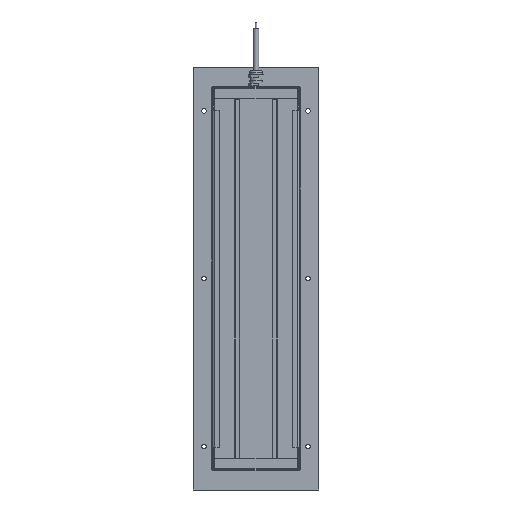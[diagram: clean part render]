
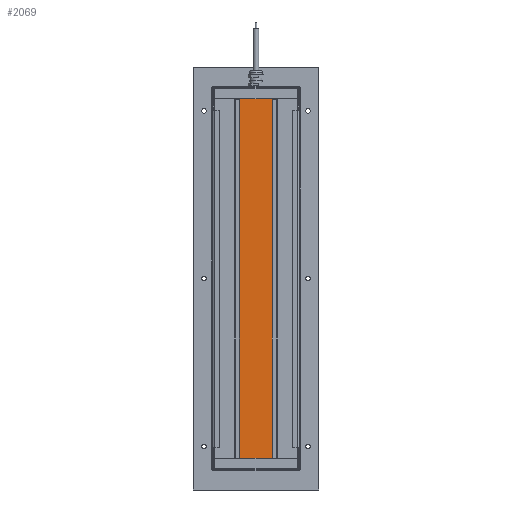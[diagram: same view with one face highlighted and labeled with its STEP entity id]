
A CAD part, front view. The second image highlights one B-rep face of the part: STEP entity #2069.
In plain terms, the highlighted planar face has unit normal (0, -1, 0).
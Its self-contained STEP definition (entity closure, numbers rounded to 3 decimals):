
#1348 = DIRECTION ( 'NONE',  ( 0., 0., 1. ) ) ;
#1554 = LINE ( 'NONE', #20565, #2230 ) ;
#2069 = ADVANCED_FACE ( 'NONE', ( #15717 ), #26889, .T. ) ;
#2230 = VECTOR ( 'NONE', #17514, 1000. ) ;
#3560 = LINE ( 'NONE', #15074, #29918 ) ;
#4496 = EDGE_CURVE ( 'NONE', #33741, #23597, #3560, .T. ) ;
#5946 = ORIENTED_EDGE ( 'NONE', *, *, #8522, .T. ) ;
#7226 = CARTESIAN_POINT ( 'NONE',  ( -17.577, -20.944, -149.5 ) ) ;
#8046 = EDGE_LOOP ( 'NONE', ( #13344, #5946, #32845, #20860 ) ) ;
#8522 = EDGE_CURVE ( 'NONE', #22072, #33741, #33891, .T. ) ;
#9927 = DIRECTION ( 'NONE',  ( 0., -1., 0. ) ) ;
#11480 = AXIS2_PLACEMENT_3D ( 'NONE', #12626, #9927, #15350 ) ;
#12626 = CARTESIAN_POINT ( 'NONE',  ( -17.577, -20.944, -149.5 ) ) ;
#13344 = ORIENTED_EDGE ( 'NONE', *, *, #18996, .F. ) ;
#14308 = VERTEX_POINT ( 'NONE', #32291 ) ;
#15074 = CARTESIAN_POINT ( 'NONE',  ( 21.325, -20.944, -149.5 ) ) ;
#15350 = DIRECTION ( 'NONE',  ( -1., 0., 0. ) ) ;
#15717 = FACE_OUTER_BOUND ( 'NONE', #8046, .T. ) ;
#15885 = EDGE_CURVE ( 'NONE', #23597, #14308, #1554, .T. ) ;
#17514 = DIRECTION ( 'NONE',  ( -1., 0., 0. ) ) ;
#18996 = EDGE_CURVE ( 'NONE', #22072, #14308, #25841, .T. ) ;
#20181 = CARTESIAN_POINT ( 'NONE',  ( -17.577, -20.944, -278.5 ) ) ;
#20565 = CARTESIAN_POINT ( 'NONE',  ( -17.577, -20.944, 150. ) ) ;
#20860 = ORIENTED_EDGE ( 'NONE', *, *, #15885, .T. ) ;
#21075 = CARTESIAN_POINT ( 'NONE',  ( 21.325, -20.944, 150. ) ) ;
#22072 = VERTEX_POINT ( 'NONE', #28859 ) ;
#23493 = DIRECTION ( 'NONE',  ( 0., 0., 1. ) ) ;
#23597 = VERTEX_POINT ( 'NONE', #21075 ) ;
#25841 = LINE ( 'NONE', #7226, #33671 ) ;
#26288 = CARTESIAN_POINT ( 'NONE',  ( 21.325, -20.944, -278.5 ) ) ;
#26889 = PLANE ( 'NONE',  #11480 ) ;
#28859 = CARTESIAN_POINT ( 'NONE',  ( -17.577, -20.944, -278.5 ) ) ;
#29918 = VECTOR ( 'NONE', #1348, 1000. ) ;
#31176 = DIRECTION ( 'NONE',  ( 1., 0., 0. ) ) ;
#31464 = VECTOR ( 'NONE', #31176, 1000. ) ;
#32291 = CARTESIAN_POINT ( 'NONE',  ( -17.577, -20.944, 150. ) ) ;
#32845 = ORIENTED_EDGE ( 'NONE', *, *, #4496, .T. ) ;
#33671 = VECTOR ( 'NONE', #23493, 1000. ) ;
#33741 = VERTEX_POINT ( 'NONE', #26288 ) ;
#33891 = LINE ( 'NONE', #20181, #31464 ) ;
